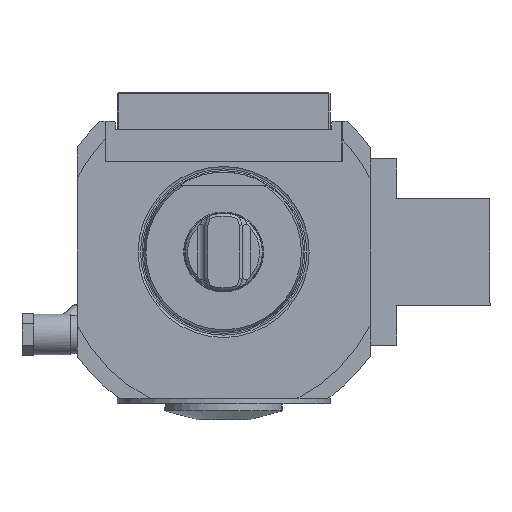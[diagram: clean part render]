
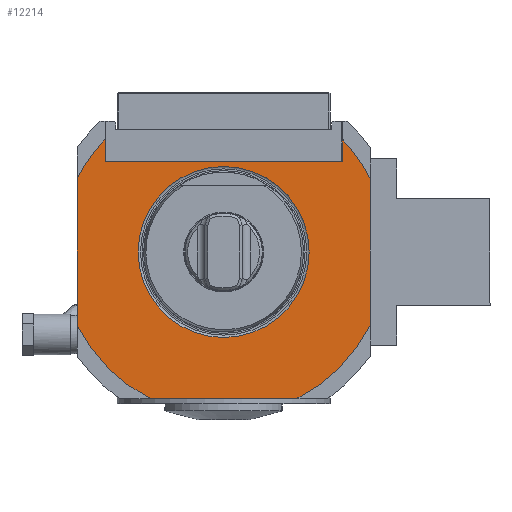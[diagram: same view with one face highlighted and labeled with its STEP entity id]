
A CAD part, front view. The second image highlights one B-rep face of the part: STEP entity #12214.
In plain terms, the highlighted planar face has unit normal (0, -1, 0).
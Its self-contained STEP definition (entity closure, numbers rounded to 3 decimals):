
#5 = VERTEX_POINT ( 'NONE', #18441 ) ;
#54 = ORIENTED_EDGE ( 'NONE', *, *, #15859, .F. ) ;
#76 = VECTOR ( 'NONE', #1652, 1000. ) ;
#234 = DIRECTION ( 'NONE',  ( 1., 0., 0. ) ) ;
#513 = VERTEX_POINT ( 'NONE', #29965 ) ;
#805 = VERTEX_POINT ( 'NONE', #2226 ) ;
#1652 = DIRECTION ( 'NONE',  ( 0., 0., -1. ) ) ;
#2226 = CARTESIAN_POINT ( 'NONE',  ( -55., -1., 27.518 ) ) ;
#2377 = CARTESIAN_POINT ( 'NONE',  ( -32.095, -1., 0. ) ) ;
#2470 = ORIENTED_EDGE ( 'NONE', *, *, #22728, .F. ) ;
#2821 = ORIENTED_EDGE ( 'NONE', *, *, #9257, .T. ) ;
#3652 = VECTOR ( 'NONE', #10299, 1000. ) ;
#3929 = AXIS2_PLACEMENT_3D ( 'NONE', #10275, #25661, #27629 ) ;
#3977 = EDGE_CURVE ( 'NONE', #805, #17294, #28130, .T. ) ;
#4084 = LINE ( 'NONE', #13636, #32104 ) ;
#5257 = VECTOR ( 'NONE', #18849, 1000. ) ;
#5310 = ORIENTED_EDGE ( 'NONE', *, *, #12455, .F. ) ;
#5349 = ORIENTED_EDGE ( 'NONE', *, *, #21016, .F. ) ;
#5521 = CARTESIAN_POINT ( 'NONE',  ( 44.5, -1., 0. ) ) ;
#7041 = EDGE_CURVE ( 'NONE', #513, #5, #28557, .T. ) ;
#7674 = CARTESIAN_POINT ( 'NONE',  ( 27.518, -1., -55. ) ) ;
#7906 = ORIENTED_EDGE ( 'NONE', *, *, #8220, .T. ) ;
#8184 = DIRECTION ( 'NONE',  ( 1., 0., 0. ) ) ;
#8220 = EDGE_CURVE ( 'NONE', #27807, #17294, #23865, .T. ) ;
#8261 = DIRECTION ( 'NONE',  ( -1., 0., 0. ) ) ;
#8638 = CARTESIAN_POINT ( 'NONE',  ( -44.5, -1., 34. ) ) ;
#8782 = CIRCLE ( 'NONE', #25536, 32.095 ) ;
#8832 = CARTESIAN_POINT ( 'NONE',  ( -55., -1., 0. ) ) ;
#9029 = DIRECTION ( 'NONE',  ( -1., 0., 0. ) ) ;
#9097 = DIRECTION ( 'NONE',  ( -1., 0., 0. ) ) ;
#9257 = EDGE_CURVE ( 'NONE', #15753, #27807, #4084, .T. ) ;
#9954 = LINE ( 'NONE', #5521, #3652 ) ;
#9992 = VERTEX_POINT ( 'NONE', #25814 ) ;
#10012 = CARTESIAN_POINT ( 'NONE',  ( -55., -1., -27.518 ) ) ;
#10065 = DIRECTION ( 'NONE',  ( 0., 1., 0. ) ) ;
#10275 = CARTESIAN_POINT ( 'NONE',  ( -32.15, -1., 0. ) ) ;
#10299 = DIRECTION ( 'NONE',  ( 0., 0., -1. ) ) ;
#10326 = ORIENTED_EDGE ( 'NONE', *, *, #20265, .T. ) ;
#11498 = LINE ( 'NONE', #21497, #76 ) ;
#11947 = CIRCLE ( 'NONE', #30298, 61.5 ) ;
#11962 = DIRECTION ( 'NONE',  ( 1., 0., 0. ) ) ;
#12214 = ADVANCED_FACE ( 'Defeature completata1_319', ( #22901, #12901 ), #15507, .F. ) ;
#12455 = EDGE_CURVE ( 'NONE', #21659, #24354, #19436, .T. ) ;
#12616 = CIRCLE ( 'NONE', #18386, 61.5 ) ;
#12840 = ORIENTED_EDGE ( 'NONE', *, *, #3977, .F. ) ;
#12901 = FACE_BOUND ( 'NONE', #25602, .T. ) ;
#13212 = CARTESIAN_POINT ( 'NONE',  ( 0., -1., 0. ) ) ;
#13525 = DIRECTION ( 'NONE',  ( 0., 1., 0. ) ) ;
#13636 = CARTESIAN_POINT ( 'NONE',  ( -32.15, -1., 34. ) ) ;
#14417 = VECTOR ( 'NONE', #9097, 1000. ) ;
#14699 = EDGE_LOOP ( 'NONE', ( #18714, #19133, #2821, #7906, #12840, #10326, #5349, #5310, #25600, #54 ) ) ;
#14874 = VERTEX_POINT ( 'NONE', #10012 ) ;
#15133 = CARTESIAN_POINT ( 'NONE',  ( 0., -1., 0. ) ) ;
#15488 = CARTESIAN_POINT ( 'NONE',  ( 0., -1., 0. ) ) ;
#15507 = PLANE ( 'NONE',  #3929 ) ;
#15753 = VERTEX_POINT ( 'NONE', #27892 ) ;
#15859 = EDGE_CURVE ( 'NONE', #5, #9992, #11498, .T. ) ;
#17294 = VERTEX_POINT ( 'NONE', #28283 ) ;
#17641 = VECTOR ( 'NONE', #29443, 1000. ) ;
#18386 = AXIS2_PLACEMENT_3D ( 'NONE', #13212, #13525, #23520 ) ;
#18441 = CARTESIAN_POINT ( 'NONE',  ( 55., -1., 27.518 ) ) ;
#18714 = ORIENTED_EDGE ( 'NONE', *, *, #7041, .F. ) ;
#18849 = DIRECTION ( 'NONE',  ( 0., 0., -1. ) ) ;
#19133 = ORIENTED_EDGE ( 'NONE', *, *, #20636, .T. ) ;
#19193 = CARTESIAN_POINT ( 'NONE',  ( 0., -1., 0. ) ) ;
#19436 = LINE ( 'NONE', #29101, #14417 ) ;
#20214 = AXIS2_PLACEMENT_3D ( 'NONE', #19193, #29182, #11962 ) ;
#20265 = EDGE_CURVE ( 'NONE', #805, #14874, #31332, .T. ) ;
#20636 = EDGE_CURVE ( 'NONE', #513, #15753, #9954, .T. ) ;
#20660 = CARTESIAN_POINT ( 'NONE',  ( 0., -1., 0. ) ) ;
#21016 = EDGE_CURVE ( 'NONE', #24354, #14874, #12616, .T. ) ;
#21497 = CARTESIAN_POINT ( 'NONE',  ( 55., -1., 0. ) ) ;
#21659 = VERTEX_POINT ( 'NONE', #7674 ) ;
#22728 = EDGE_CURVE ( 'NONE', #24815, #24815, #8782, .T. ) ;
#22901 = FACE_OUTER_BOUND ( 'NONE', #14699, .T. ) ;
#23461 = EDGE_CURVE ( 'NONE', #9992, #21659, #11947, .T. ) ;
#23520 = DIRECTION ( 'NONE',  ( 1., 0., 0. ) ) ;
#23865 = LINE ( 'NONE', #24505, #17641 ) ;
#24354 = VERTEX_POINT ( 'NONE', #27132 ) ;
#24505 = CARTESIAN_POINT ( 'NONE',  ( -44.5, -1., 0. ) ) ;
#24815 = VERTEX_POINT ( 'NONE', #2377 ) ;
#25536 = AXIS2_PLACEMENT_3D ( 'NONE', #15488, #28105, #8261 ) ;
#25600 = ORIENTED_EDGE ( 'NONE', *, *, #23461, .F. ) ;
#25602 = EDGE_LOOP ( 'NONE', ( #2470 ) ) ;
#25661 = DIRECTION ( 'NONE',  ( 0., 1., 0. ) ) ;
#25814 = CARTESIAN_POINT ( 'NONE',  ( 55., -1., -27.518 ) ) ;
#27132 = CARTESIAN_POINT ( 'NONE',  ( -27.518, -1., -55. ) ) ;
#27629 = DIRECTION ( 'NONE',  ( 1., 0., 0. ) ) ;
#27807 = VERTEX_POINT ( 'NONE', #8638 ) ;
#27892 = CARTESIAN_POINT ( 'NONE',  ( 44.5, -1., 34. ) ) ;
#28105 = DIRECTION ( 'NONE',  ( 0., -1., 0. ) ) ;
#28130 = CIRCLE ( 'NONE', #32359, 61.5 ) ;
#28283 = CARTESIAN_POINT ( 'NONE',  ( -44.5, -1., 42.45 ) ) ;
#28557 = CIRCLE ( 'NONE', #20214, 61.5 ) ;
#29101 = CARTESIAN_POINT ( 'NONE',  ( 0., -1., -55. ) ) ;
#29182 = DIRECTION ( 'NONE',  ( 0., 1., 0. ) ) ;
#29443 = DIRECTION ( 'NONE',  ( 0., 0., 1. ) ) ;
#29965 = CARTESIAN_POINT ( 'NONE',  ( 44.5, -1., 42.45 ) ) ;
#30298 = AXIS2_PLACEMENT_3D ( 'NONE', #15133, #10065, #234 ) ;
#30671 = DIRECTION ( 'NONE',  ( 0., 1., 0. ) ) ;
#31332 = LINE ( 'NONE', #8832, #5257 ) ;
#32104 = VECTOR ( 'NONE', #9029, 1000. ) ;
#32359 = AXIS2_PLACEMENT_3D ( 'NONE', #20660, #30671, #8184 ) ;
